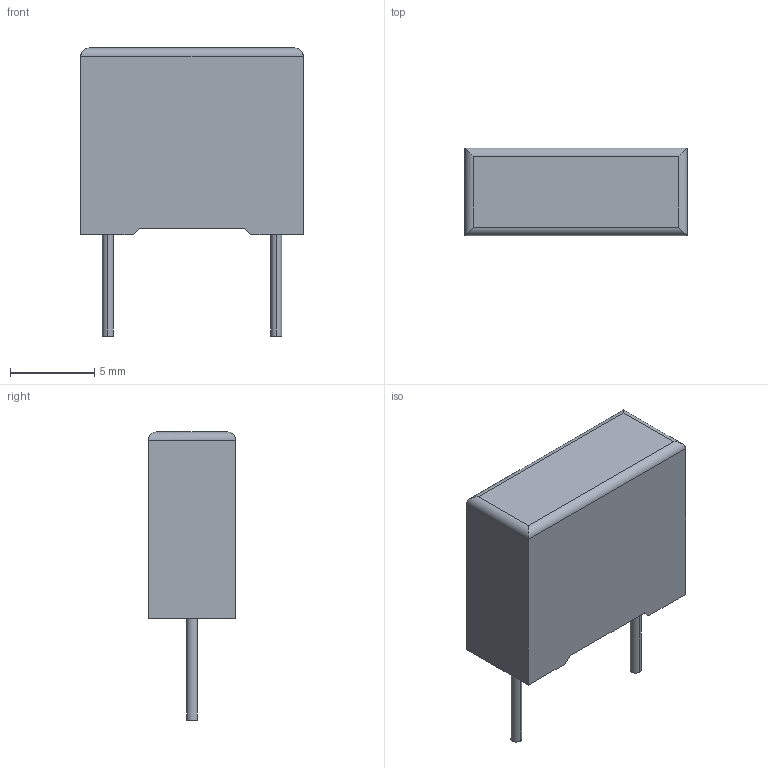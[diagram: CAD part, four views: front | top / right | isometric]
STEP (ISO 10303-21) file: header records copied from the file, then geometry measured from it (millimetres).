
FILE_DESCRIPTION(('FreeCAD Model'),'2;1');
FILE_NAME( 'CFR_RB2_13X11X5_L13.2H11.1T5.2S10LL6.00F0.65.step', '2019-03-29T00:05:06',('kicad StepUp'),('ksu MCAD'), 'Open CASCADE STEP processor 6.8','FreeCAD','Unknown');
FILE_SCHEMA(('AUTOMOTIVE_DESIGN_CC2 { 1 2 10303 214 -1 1 5 4 }'));
Length unit declared in the file: millimetre
Products named in the file (1): CFR_RB2_13X11X5_L13.2H11.1T5.2S10LL6.00F0.65
Bounding box: 13.2 x 5.2 x 17.1 mm (x, y, z)
Volume: 722.3 mm3; surface area: 580.4 mm2
Topology: 1 solids, 1 shells, 28 faces, 68 edges, 44 vertices
Faces by surface type: plane 20, cylinder 8
Entity records: 1017 total; most frequent: CARTESIAN_POINT 153, ORIENTED_EDGE 136, DIRECTION 130, EDGE_CURVE 68, LINE 56, VECTOR 56, VERTEX_POINT 44, AXIS2_PLACEMENT_3D 37
